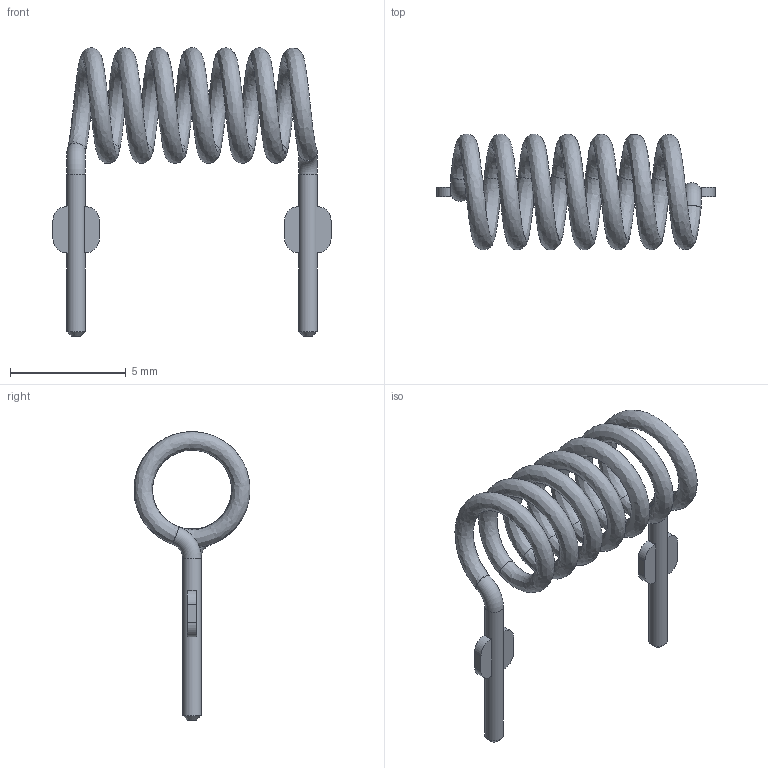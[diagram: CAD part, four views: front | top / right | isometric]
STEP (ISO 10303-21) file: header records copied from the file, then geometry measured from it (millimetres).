
FILE_DESCRIPTION(('FreeCAD Model'),'2;1');
FILE_NAME( 'R_2512_With_10mm_axial_fp001.step', '2019-06-02T18:48:49',('kicad StepUp'),('ksu MCAD'), 'Open CASCADE STEP processor 7.3','FreeCAD','Unknown');
FILE_SCHEMA(('AUTOMOTIVE_DESIGN { 1 0 10303 214 1 1 1 1 }'));
Length unit declared in the file: millimetre
Products named in the file (1): R_2512_With_10mm_axial_fp001
Bounding box: 12 x 5 x 12.45 mm (x, y, z)
Volume: 55.7 mm3; surface area: 281.5 mm2
Topology: 1 solids, 1 shells, 56 faces, 135 edges, 83 vertices
Faces by surface type: plane 35, cylinder 10, bspline 7, cone 2, torus 2
Full cylindrical faces by diameter (mm): 0.8 x2
Entity records: 3592 total; most frequent: CARTESIAN_POINT 2319, ORIENTED_EDGE 270, DIRECTION 257, EDGE_CURVE 135, AXIS2_PLACEMENT_3D 97, VERTEX_POINT 83, LINE 63, VECTOR 63
